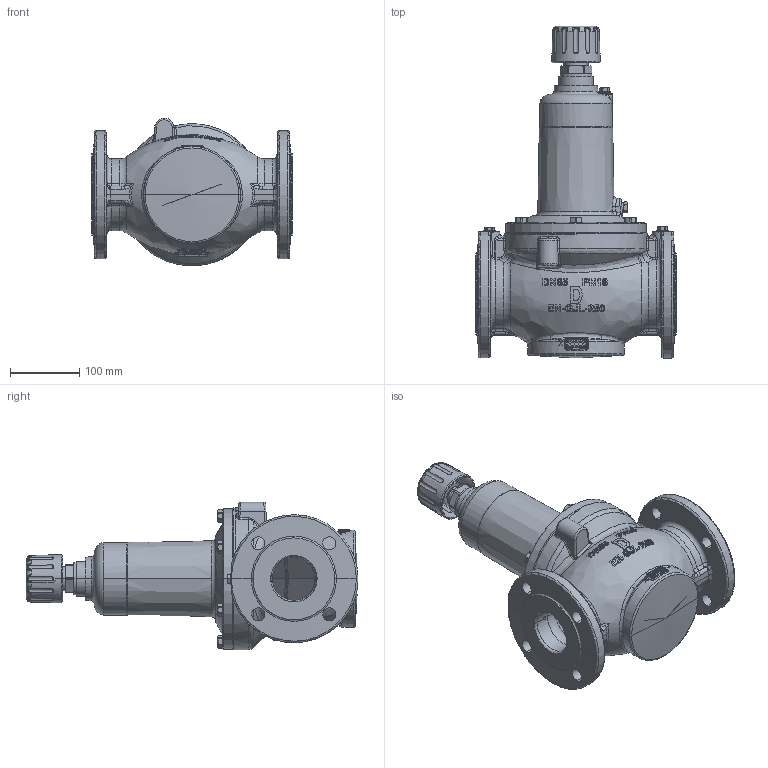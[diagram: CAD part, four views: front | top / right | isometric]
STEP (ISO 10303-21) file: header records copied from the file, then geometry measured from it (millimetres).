
FILE_DESCRIPTION((''),'2;1');
FILE_NAME('003Z0623_ASM','2015-05-06T',('u317927'),('Danfoss'),'PRO/ENGINEER BY PARAMETRIC TECHNOLOGY CORPORATION, 2014000','PRO/ENGINEER BY PARAMETRIC TECHNOLOGY CORPORATION, 2014000','');
FILE_SCHEMA(('CONFIG_CONTROL_DESIGN'));
Length unit declared in the file: millimetre
Products named in the file (18): 8907101; 8907146_ASM; 8907157_ASM; 8907175_ASM; 8907142_ASM; 8907180_ASM; 8907152; 8907195; 8907199; 8907171; 8907155; 8907184_ASM; 8907156; 51818090; 5454051; 8861024; 8901380; 003Z0623_ASM
Assembly tree (26 placements, depth 4):
  003Z0623_ASM
    8907101
    8907142_ASM
      8907157_ASM
        8907146_ASM
      8907175_ASM
    8907180_ASM
    8907152
    8907184_ASM
      8907195
      8907199
      8907171
      8907155
    8907156
    51818090  x6
    5454051  x3
    8861024  x3
    8901380
Bounding box: 290 x 479.2 x 212.98 mm (x, y, z)
Volume: 4695102.5 mm3; surface area: 740872.3 mm2
Topology: 20 solids, 49 shells, 2016 faces, 5034 edges, 3150 vertices
Faces by surface type: plane 588, cylinder 516, bspline 354, cone 223, extrusion 186, torus 143, sphere 6
Entity records: 73817 total; most frequent: CARTESIAN_POINT 33919, ORIENTED_EDGE 8866, DIRECTION 7169, EDGE_CURVE 4477, AXIS2_PLACEMENT_3D 2828, VERTEX_POINT 2800, EDGE_LOOP 1959, B_SPLINE_CURVE_WITH_KNOTS 1837
